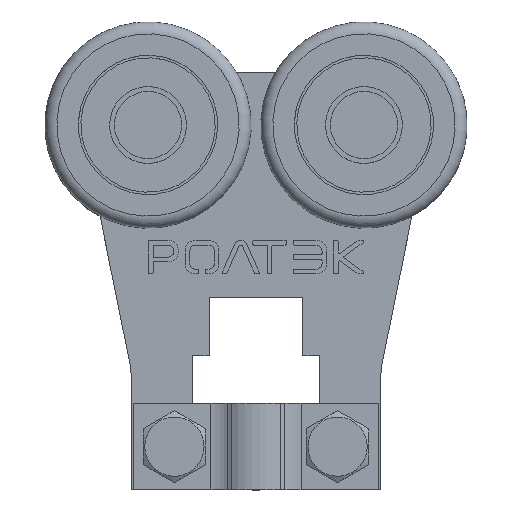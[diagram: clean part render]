
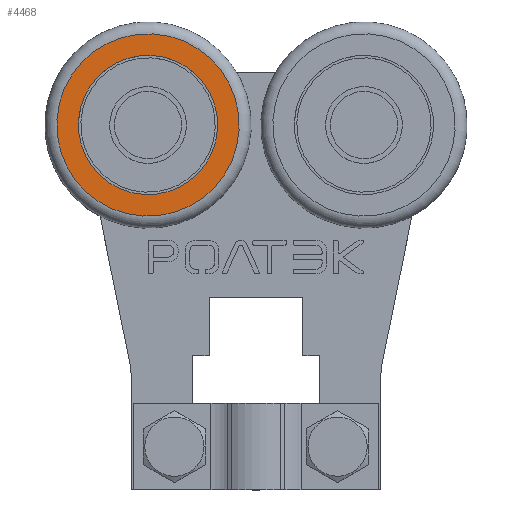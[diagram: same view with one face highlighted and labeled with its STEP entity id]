
A CAD part, top view. The second image highlights one B-rep face of the part: STEP entity #4468.
In plain terms, the highlighted planar face has unit normal (0, 0, 1).
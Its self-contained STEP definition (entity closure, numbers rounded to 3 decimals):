
#4468=ADVANCED_FACE('',(#8445,#8447),#8449,.F.);
#8445=FACE_BOUND('',#8446,.T.);
#8446=EDGE_LOOP('',(#11283));
#8447=FACE_BOUND('',#8448,.T.);
#8448=EDGE_LOOP('',(#11284));
#8449=PLANE('',#8450);
#8450=AXIS2_PLACEMENT_3D('',#8451,#8452,#8453);
#8451=CARTESIAN_POINT('',(-22.499,70.711,27.));
#8452=DIRECTION('',(0.,0.,-1.));
#8453=DIRECTION('',(0.23,0.973,0.));
#11283=ORIENTED_EDGE('',*,*,#12591,.F.);
#11284=ORIENTED_EDGE('',*,*,#12596,.T.);
#12591=EDGE_CURVE('',#14650,#14650,#14651,.T.);
#12596=EDGE_CURVE('',#14660,#14660,#14661,.T.);
#14650=VERTEX_POINT('',#20953);
#14651=CIRCLE('',#20954,19.);
#14660=VERTEX_POINT('',#20978);
#14661=CIRCLE('',#20979,14.5);
#20953=CARTESIAN_POINT('',(-18.132,89.202,27.));
#20954=AXIS2_PLACEMENT_3D('',#20955,#20956,#20957);
#20955=CARTESIAN_POINT('',(-22.499,70.711,27.));
#20956=DIRECTION('',(0.,0.,-1.));
#20957=DIRECTION('',(0.23,0.973,0.));
#20978=CARTESIAN_POINT('',(-19.167,84.823,27.));
#20979=AXIS2_PLACEMENT_3D('',#20980,#20981,#20982);
#20980=CARTESIAN_POINT('',(-22.499,70.711,27.));
#20981=DIRECTION('',(0.,0.,-1.));
#20982=DIRECTION('',(0.23,0.973,0.));
